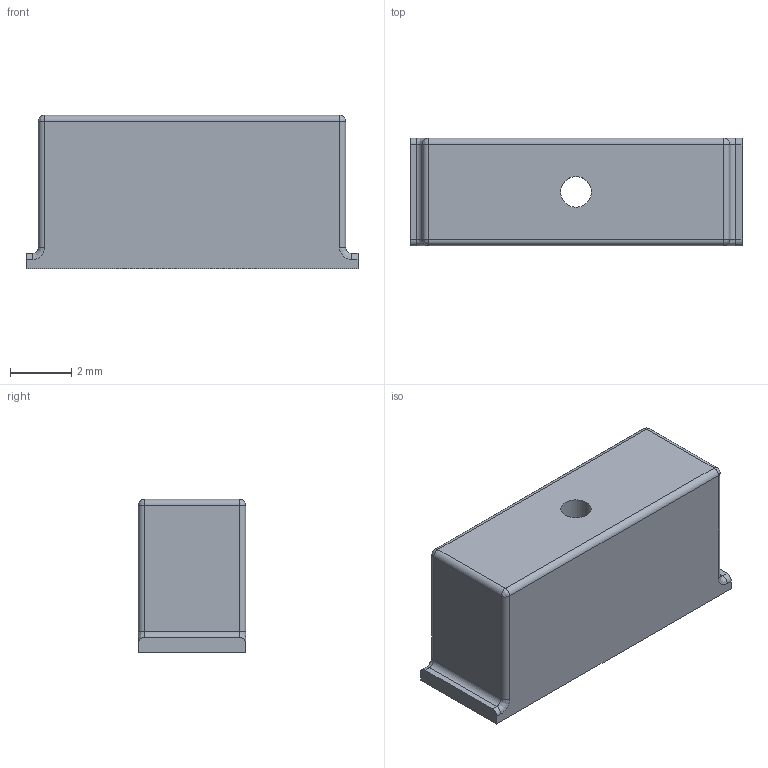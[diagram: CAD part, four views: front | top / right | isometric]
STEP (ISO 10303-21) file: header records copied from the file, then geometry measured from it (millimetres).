
FILE_DESCRIPTION (( 'STEP AP214' ), '1' );
FILE_NAME ('093w03.STEP', '2014-11-28T08:39:29', ( 'Admin' ), ( 'Hewlett-Packard Company' ), 'SwSTEP 2.0', 'SolidWorks 2014', '' );
FILE_SCHEMA (( 'AUTOMOTIVE_DESIGN' ));
Length unit declared in the file: millimetre
Products named in the file (1): 093w03
Bounding box: 10.8 x 3.5 x 5 mm (x, y, z)
Volume: 114.3 mm3; surface area: 289 mm2
Topology: 1 solids, 1 shells, 64 faces, 155 edges, 90 vertices
Faces by surface type: plane 25, cylinder 25, bspline 10, cone 4
Full cylindrical faces by diameter (mm): 1 x1
Entity records: 2698 total; most frequent: CARTESIAN_POINT 557, ORIENTED_EDGE 300, DIRECTION 282, EDGE_CURVE 150, AXIS2_PLACEMENT_3D 95, LINE 92, VECTOR 92, VERTEX_POINT 90
